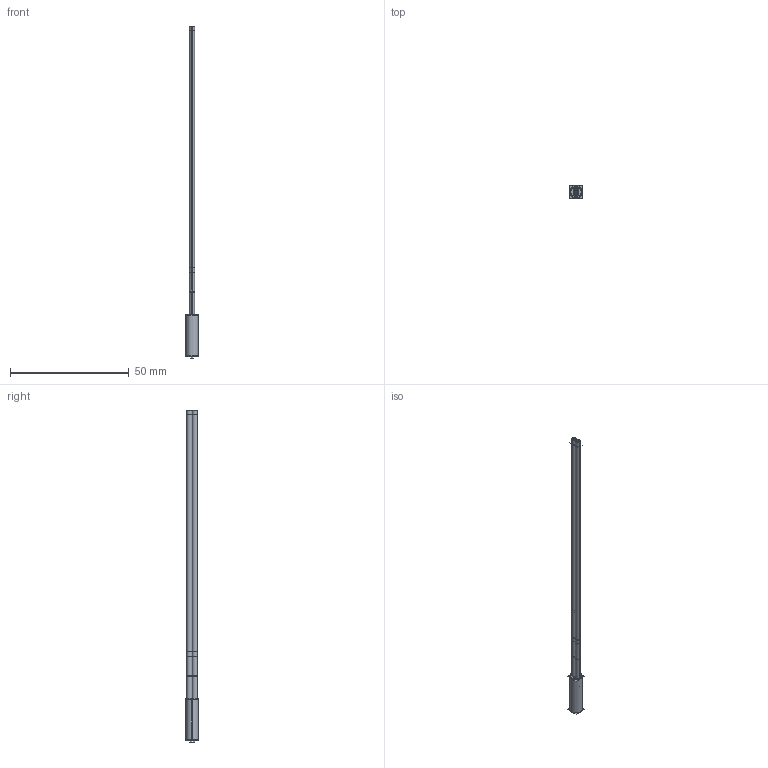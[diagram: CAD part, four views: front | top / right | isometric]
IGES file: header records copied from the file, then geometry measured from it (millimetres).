
Start section:  PTC IGES file: 192767.igs
Global section: file name: 192767.igs; native system: Creo Parametric by Parametric Technology Corporation; preprocessor: 2013230; author: pdmadmin; organization: Unknown; date: 20160209.173152; units: millimetre
Bounding box: 5.36 x 5.36 x 140.02 mm (x, y, z)
Volume: 1181.3 mm3; surface area: 16428 mm2
Topology: 5 solids, 7 shells, 104 faces, 512 edges, 674 vertices
Faces by surface type: revolution 68, bspline 36
